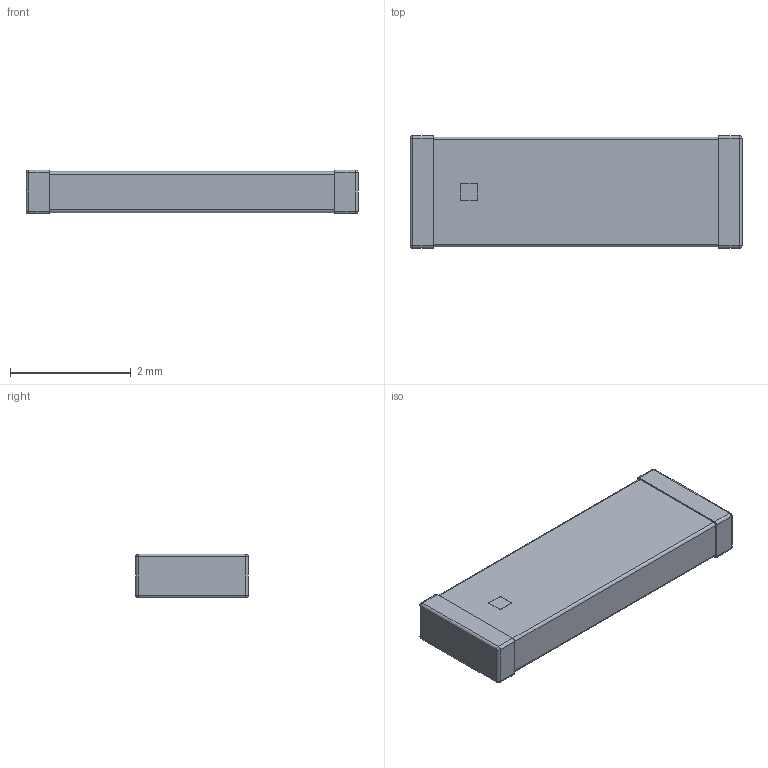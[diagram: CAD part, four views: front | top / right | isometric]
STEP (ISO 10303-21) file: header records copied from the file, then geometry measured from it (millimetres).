
FILE_DESCRIPTION(/* description */ (''),/* implementation_level */ '2;1');
FILE_NAME(/* name */ 'ANT_5p5mmx2mm.step',/* time_stamp */ '2022-02-18T14:22:34+08:00',/* author */ (''),/* organization */ (''),/* preprocessor_version */ 'ST-DEVELOPER v18.1',/* originating_system */ 'Autodesk Translation Framework v10.13.0.1454',/* authorisation */ '');
FILE_SCHEMA (('AUTOMOTIVE_DESIGN { 1 0 10303 214 3 1 1 }'));
Length unit declared in the file: millimetre
Products named in the file (1): (未保存)
Bounding box: 5.5 x 1.86 x 0.73 mm (x, y, z)
Volume: 6.9 mm3; surface area: 29.9 mm2
Topology: 1 solids, 1 shells, 49 faces, 116 edges, 64 vertices
Faces by surface type: plane 21, cylinder 20, sphere 8
Entity records: 1399 total; most frequent: DIRECTION 248, CARTESIAN_POINT 222, ORIENTED_EDGE 216, EDGE_CURVE 108, AXIS2_PLACEMENT_3D 90, LINE 68, VECTOR 68, VERTEX_POINT 64
